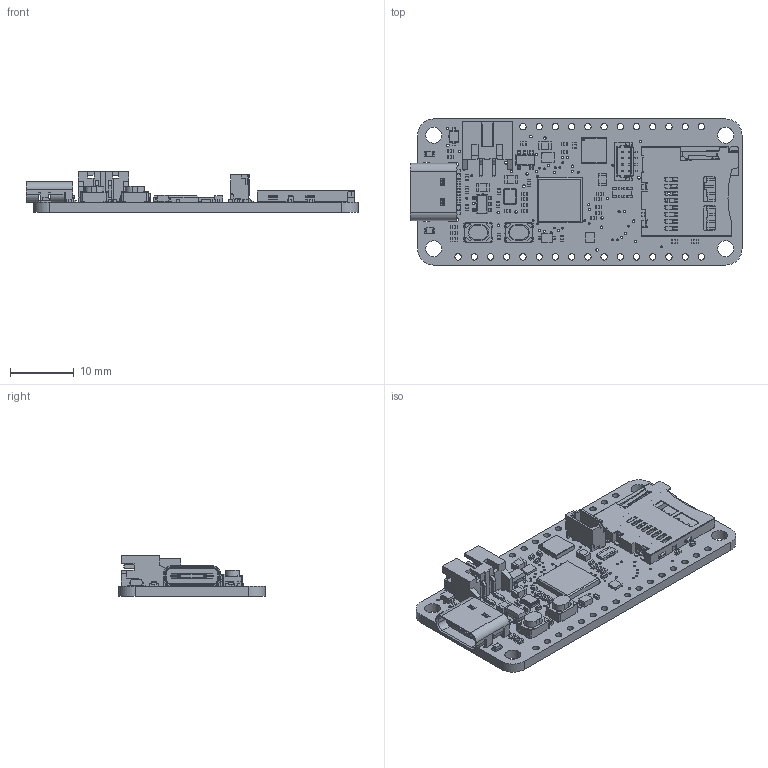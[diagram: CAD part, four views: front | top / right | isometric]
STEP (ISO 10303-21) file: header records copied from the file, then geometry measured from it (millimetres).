
FILE_DESCRIPTION(/* description */ ('','CAx-IF Rec.Pracs.---Representation and Presentation of Product Manufacturing Information (PMI)---4.0---2014-10-13'),/* implementation_level */ '2;1');
FILE_NAME(/* name */ 'PCB Component.step',/* time_stamp */ '2025-01-16T13:47:48-05:00',/* author */ (''),/* organization */ (''),/* preprocessor_version */ 'ST-DEVELOPER v20',/* originating_system */ 'Autodesk Translation Framework v13.20.0.188',/* authorisation */ '');
FILE_SCHEMA (('AP242_MANAGED_MODEL_BASED_3D_ENGINEERING_MIM_LF { 1 0 10303 442 1 1 4 }'));
Products named in the file (20): PCB Component; Board; 10uF/16V; ORANGE; 47K; RKB2; RT9080-3.3; JSTPH; MCP73831T-2ACI/OT; WS2812B_SK6805_1515; 8MB QSPI; PMEG2020AEA; DMG3415UFY; USB Type C; RP2040_QFN56; 12MHz/12pF; 1N5819; STEMMA_I2C_QTRA; MicroSD; 47K_1
Assembly tree (52 placements, depth 2):
  PCB Component
    Board
    10uF/16V  x4
    ORANGE  x2
    47K  x29
    RKB2  x2
    RT9080-3.3
    JSTPH
    MCP73831T-2ACI/OT
    WS2812B_SK6805_1515
    8MB QSPI
    PMEG2020AEA
    DMG3415UFY
    USB Type C
    RP2040_QFN56
    12MHz/12pF
    1N5819
    STEMMA_I2C_QTRA
    MicroSD
    47K_1
Bounding box: 51.98 x 22.86 x 6.37 mm (x, y, z)
Volume: 2312.4 mm3; surface area: 5295.7 mm2
Topology: 141 solids, 141 shells, 3239 faces, 8336 edges, 5373 vertices
Faces by surface type: plane 2365, cylinder 762, sphere 54, torus 34, cone 14, bspline 10
Full cylindrical faces by diameter (mm): 0.15 x1, 0.3 x64, 0.35 x6, 0.381 x4, 0.394 x4, 0.4 x48, 0.5 x8, 0.65 x2, 1 x28, 2.5 x2, 2.54 x2
Entity records: 79070 total; most frequent: CARTESIAN_POINT 13544, ORIENTED_EDGE 13112, DIRECTION 12945, EDGE_CURVE 6556, LINE 5133, VECTOR 5133, VERTEX_POINT 4257, AXIS2_PLACEMENT_3D 3906
